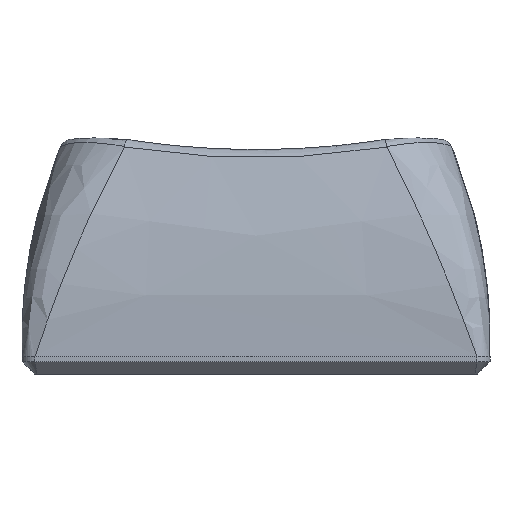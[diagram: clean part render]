
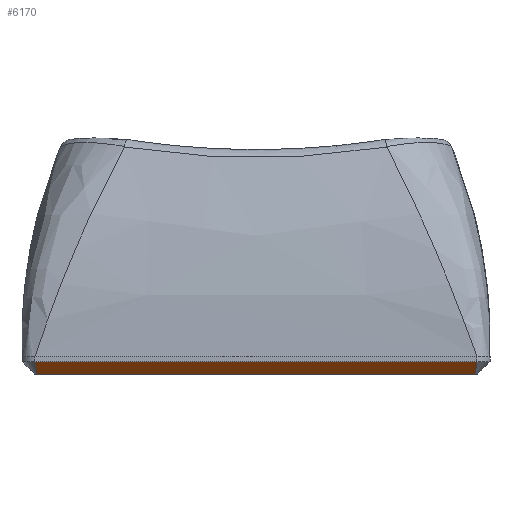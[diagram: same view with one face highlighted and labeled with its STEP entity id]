
A CAD part, front view. The second image highlights one B-rep face of the part: STEP entity #6170.
In plain terms, the highlighted planar face has unit normal (0, -0.707, -0.707).
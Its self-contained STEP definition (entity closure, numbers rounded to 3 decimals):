
#720 = PLANE('',#721);
#721 = AXIS2_PLACEMENT_3D('',#722,#723,#724);
#722 = CARTESIAN_POINT('',(-8.5,-9.,0.672));
#723 = DIRECTION('',(0.,-1.,0.));
#724 = DIRECTION('',(1.,0.,0.));
#1973 = VERTEX_POINT('',#1974);
#1974 = CARTESIAN_POINT('',(-8.5,-9.,0.48));
#2000 = EDGE_CURVE('',#1973,#2001,#2003,.T.);
#2001 = VERTEX_POINT('',#2002);
#2002 = CARTESIAN_POINT('',(8.5,-9.,0.48));
#2003 = SURFACE_CURVE('',#2004,(#2008,#2015),.PCURVE_S1.);
#2004 = LINE('',#2005,#2006);
#2005 = CARTESIAN_POINT('',(-8.5,-9.,0.48));
#2006 = VECTOR('',#2007,1.);
#2007 = DIRECTION('',(1.,0.,0.));
#2008 = PCURVE('',#720,#2009);
#2009 = DEFINITIONAL_REPRESENTATION('',(#2010),#2014);
#2010 = LINE('',#2011,#2012);
#2011 = CARTESIAN_POINT('',(0.,-0.192));
#2012 = VECTOR('',#2013,1.);
#2013 = DIRECTION('',(1.,0.));
#2014 = ( GEOMETRIC_REPRESENTATION_CONTEXT(2) 
PARAMETRIC_REPRESENTATION_CONTEXT() REPRESENTATION_CONTEXT('2D SPACE',''
  ) );
#2015 = PCURVE('',#2016,#2021);
#2016 = PLANE('',#2017);
#2017 = AXIS2_PLACEMENT_3D('',#2018,#2019,#2020);
#2018 = CARTESIAN_POINT('',(-8.5,-8.76,0.24));
#2019 = DIRECTION('',(0.,0.707,0.707)
  );
#2020 = DIRECTION('',(1.,0.,0.));
#2021 = DEFINITIONAL_REPRESENTATION('',(#2022),#2026);
#2022 = LINE('',#2023,#2024);
#2023 = CARTESIAN_POINT('',(0.,-0.339));
#2024 = VECTOR('',#2025,1.);
#2025 = DIRECTION('',(1.,0.));
#2026 = ( GEOMETRIC_REPRESENTATION_CONTEXT(2) 
PARAMETRIC_REPRESENTATION_CONTEXT() REPRESENTATION_CONTEXT('2D SPACE',''
  ) );
#3188 = CONICAL_SURFACE('',#3189,0.7,0.785);
#3189 = AXIS2_PLACEMENT_3D('',#3190,#3191,#3192);
#3190 = CARTESIAN_POINT('',(8.323,-8.323,0.48));
#3191 = DIRECTION('',(-0.,-0.,1.));
#3192 = DIRECTION('',(0.967,-0.253,0.));
#6170 = ADVANCED_FACE('',(#6171),#2016,.F.);
#6171 = FACE_BOUND('',#6172,.F.);
#6172 = EDGE_LOOP('',(#6173,#6208,#6209,#6239));
#6173 = ORIENTED_EDGE('',*,*,#6174,.F.);
#6174 = EDGE_CURVE('',#1973,#6175,#6177,.T.);
#6175 = VERTEX_POINT('',#6176);
#6176 = CARTESIAN_POINT('',(-8.42,-8.52,0.));
#6177 = SURFACE_CURVE('',#6178,(#6183,#6190),.PCURVE_S1.);
#6178 = PARABOLA('',#6179,0.008);
#6179 = AXIS2_PLACEMENT_3D('',#6180,#6181,#6182);
#6180 = CARTESIAN_POINT('',(-8.323,-8.311,
    -0.209));
#6181 = DIRECTION('',(0.,0.707,0.707)
  );
#6182 = DIRECTION('',(0.,-0.707,0.707)
  );
#6183 = PCURVE('',#2016,#6184);
#6184 = DEFINITIONAL_REPRESENTATION('',(#6185),#6189);
#6185 = B_SPLINE_CURVE_WITH_KNOTS('',2,(#6186,#6187,#6188),
  .UNSPECIFIED.,.F.,.F.,(3,3),(-0.177,-0.098),
  .PIECEWISE_BEZIER_KNOTS.);
#6186 = CARTESIAN_POINT('',(0.,-0.339));
#6187 = CARTESIAN_POINT('',(0.04,0.098));
#6188 = CARTESIAN_POINT('',(0.08,0.339));
#6189 = ( GEOMETRIC_REPRESENTATION_CONTEXT(2) 
PARAMETRIC_REPRESENTATION_CONTEXT() REPRESENTATION_CONTEXT('2D SPACE',''
  ) );
#6190 = PCURVE('',#6191,#6196);
#6191 = CONICAL_SURFACE('',#6192,0.7,0.785);
#6192 = AXIS2_PLACEMENT_3D('',#6193,#6194,#6195);
#6193 = CARTESIAN_POINT('',(-8.323,-8.323,0.48));
#6194 = DIRECTION('',(-0.,-0.,1.));
#6195 = DIRECTION('',(-0.253,-0.967,-0.));
#6196 = DEFINITIONAL_REPRESENTATION('',(#6197),#6207);
#6197 = B_SPLINE_CURVE_WITH_KNOTS('',8,(#6198,#6199,#6200,#6201,#6202,
    #6203,#6204,#6205,#6206),.UNSPECIFIED.,.F.,.F.,(9,9),(
    -0.177,-0.098),.PIECEWISE_BEZIER_KNOTS.);
#6198 = CARTESIAN_POINT('',(0.,0.));
#6199 = CARTESIAN_POINT('',(-0.014,-0.077));
#6200 = CARTESIAN_POINT('',(-0.03,-0.15));
#6201 = CARTESIAN_POINT('',(-0.048,-0.217));
#6202 = CARTESIAN_POINT('',(-0.069,-0.28));
#6203 = CARTESIAN_POINT('',(-0.094,-0.337));
#6204 = CARTESIAN_POINT('',(-0.123,-0.39));
#6205 = CARTESIAN_POINT('',(-0.158,-0.437));
#6206 = CARTESIAN_POINT('',(-0.203,-0.48));
#6207 = ( GEOMETRIC_REPRESENTATION_CONTEXT(2) 
PARAMETRIC_REPRESENTATION_CONTEXT() REPRESENTATION_CONTEXT('2D SPACE',''
  ) );
#6208 = ORIENTED_EDGE('',*,*,#2000,.T.);
#6209 = ORIENTED_EDGE('',*,*,#6210,.T.);
#6210 = EDGE_CURVE('',#2001,#6211,#6213,.T.);
#6211 = VERTEX_POINT('',#6212);
#6212 = CARTESIAN_POINT('',(8.42,-8.52,0.));
#6213 = SURFACE_CURVE('',#6214,(#6219,#6226),.PCURVE_S1.);
#6214 = PARABOLA('',#6215,0.008);
#6215 = AXIS2_PLACEMENT_3D('',#6216,#6217,#6218);
#6216 = CARTESIAN_POINT('',(8.323,-8.311,
    -0.209));
#6217 = DIRECTION('',(0.,-0.707,-0.707
    ));
#6218 = DIRECTION('',(0.,-0.707,0.707)
  );
#6219 = PCURVE('',#2016,#6220);
#6220 = DEFINITIONAL_REPRESENTATION('',(#6221),#6225);
#6221 = B_SPLINE_CURVE_WITH_KNOTS('',2,(#6222,#6223,#6224),
  .UNSPECIFIED.,.F.,.F.,(3,3),(-0.177,-0.098),
  .PIECEWISE_BEZIER_KNOTS.);
#6222 = CARTESIAN_POINT('',(17.,-0.339));
#6223 = CARTESIAN_POINT('',(16.96,0.098));
#6224 = CARTESIAN_POINT('',(16.92,0.339));
#6225 = ( GEOMETRIC_REPRESENTATION_CONTEXT(2) 
PARAMETRIC_REPRESENTATION_CONTEXT() REPRESENTATION_CONTEXT('2D SPACE',''
  ) );
#6226 = PCURVE('',#3188,#6227);
#6227 = DEFINITIONAL_REPRESENTATION('',(#6228),#6238);
#6228 = B_SPLINE_CURVE_WITH_KNOTS('',8,(#6229,#6230,#6231,#6232,#6233,
    #6234,#6235,#6236,#6237),.UNSPECIFIED.,.F.,.F.,(9,9),(
    -0.177,-0.098),.PIECEWISE_BEZIER_KNOTS.);
#6229 = CARTESIAN_POINT('',(-1.059,0.));
#6230 = CARTESIAN_POINT('',(-1.045,-0.077));
#6231 = CARTESIAN_POINT('',(-1.029,-0.15));
#6232 = CARTESIAN_POINT('',(-1.01,-0.217));
#6233 = CARTESIAN_POINT('',(-0.99,-0.28));
#6234 = CARTESIAN_POINT('',(-0.965,-0.337));
#6235 = CARTESIAN_POINT('',(-0.936,-0.39));
#6236 = CARTESIAN_POINT('',(-0.901,-0.437));
#6237 = CARTESIAN_POINT('',(-0.856,-0.48));
#6238 = ( GEOMETRIC_REPRESENTATION_CONTEXT(2) 
PARAMETRIC_REPRESENTATION_CONTEXT() REPRESENTATION_CONTEXT('2D SPACE',''
  ) );
#6239 = ORIENTED_EDGE('',*,*,#6240,.F.);
#6240 = EDGE_CURVE('',#6175,#6211,#6241,.T.);
#6241 = SURFACE_CURVE('',#6242,(#6246,#6253),.PCURVE_S1.);
#6242 = LINE('',#6243,#6244);
#6243 = CARTESIAN_POINT('',(-8.5,-8.52,0.));
#6244 = VECTOR('',#6245,1.);
#6245 = DIRECTION('',(1.,0.,0.));
#6246 = PCURVE('',#2016,#6247);
#6247 = DEFINITIONAL_REPRESENTATION('',(#6248),#6252);
#6248 = LINE('',#6249,#6250);
#6249 = CARTESIAN_POINT('',(0.,0.339));
#6250 = VECTOR('',#6251,1.);
#6251 = DIRECTION('',(1.,0.));
#6252 = ( GEOMETRIC_REPRESENTATION_CONTEXT(2) 
PARAMETRIC_REPRESENTATION_CONTEXT() REPRESENTATION_CONTEXT('2D SPACE',''
  ) );
#6253 = PCURVE('',#6254,#6259);
#6254 = PLANE('',#6255);
#6255 = AXIS2_PLACEMENT_3D('',#6256,#6257,#6258);
#6256 = CARTESIAN_POINT('',(8.5,9.,0.));
#6257 = DIRECTION('',(0.,0.,-1.));
#6258 = DIRECTION('',(-1.,0.,0.));
#6259 = DEFINITIONAL_REPRESENTATION('',(#6260),#6264);
#6260 = LINE('',#6261,#6262);
#6261 = CARTESIAN_POINT('',(17.,-17.52));
#6262 = VECTOR('',#6263,1.);
#6263 = DIRECTION('',(-1.,0.));
#6264 = ( GEOMETRIC_REPRESENTATION_CONTEXT(2) 
PARAMETRIC_REPRESENTATION_CONTEXT() REPRESENTATION_CONTEXT('2D SPACE',''
  ) );
